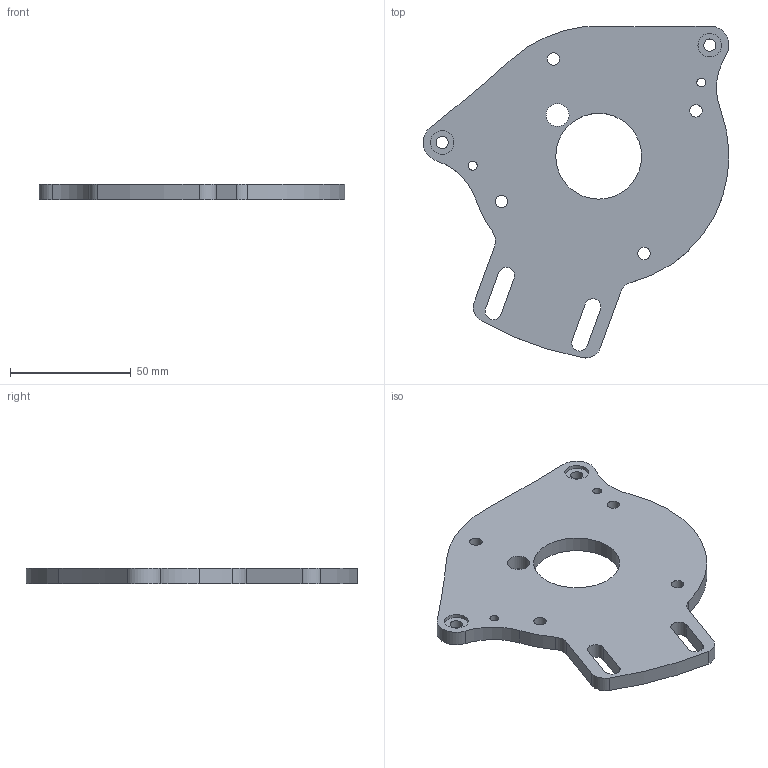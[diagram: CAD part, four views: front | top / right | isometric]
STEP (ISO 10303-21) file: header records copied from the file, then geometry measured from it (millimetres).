
FILE_DESCRIPTION((''),'2;1');
FILE_NAME('motor plate_MIR.stp','2012-04-05T02:28:21',('Antonella'),(''),'Autodesk Inventor 2012','Autodesk Inventor 2012','');
FILE_SCHEMA(('AUTOMOTIVE_DESIGN { 1 0 10303 214 1 1 1 1 }'));
Length unit declared in the file: inch
Products named in the file (1): motor plate_MIR
Bounding box: 126.71 x 137.52 x 6.35 mm (x, y, z)
Volume: 64677 mm3; surface area: 25756 mm2
Topology: 1 solids, 1 shells, 48 faces, 126 edges, 84 vertices
Faces by surface type: cylinder 32, plane 12, cone 4
Full cylindrical faces by diameter (mm): 3.683 x2, 5.105 x6, 9.525 x1, 9.779 x4, 35.56 x1
Entity records: 1468 total; most frequent: DIRECTION 270, CARTESIAN_POINT 233, ORIENTED_EDGE 208, AXIS2_PLACEMENT_3D 117, EDGE_CURVE 104, EDGE_LOOP 94, VERTEX_POINT 80, CIRCLE 68
